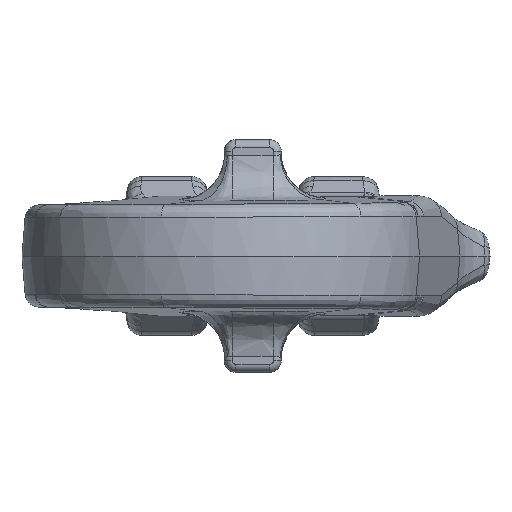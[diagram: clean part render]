
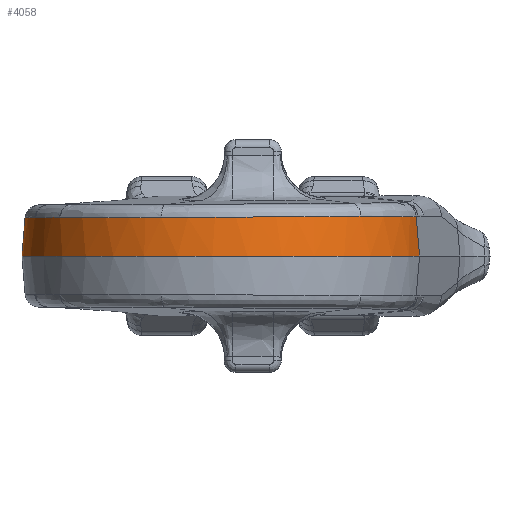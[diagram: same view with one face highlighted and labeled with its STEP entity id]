
A CAD part, front view. The second image highlights one B-rep face of the part: STEP entity #4058.
In plain terms, the highlighted conical face has half-angle 5 degrees and reference radius 63.506 mm.
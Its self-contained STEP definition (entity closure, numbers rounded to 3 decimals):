
#1656=CARTESIAN_POINT('Vertex',(-61.685,34.013,11.992)) ;
#1680=CARTESIAN_POINT('Vertex',(-68.727,-19.225,11.992)) ;
#1683=CARTESIAN_POINT('Axis2P3D Location',(-9.302,0.,11.992)) ;
#3856=CARTESIAN_POINT('Vertex',(-62.565,34.585,0.)) ;
#3859=CARTESIAN_POINT('Line Origine',(-60.932,33.525,22.249)) ;
#3933=CARTESIAN_POINT('Vertex',(-68.385,-20.248,12.004)) ;
#3937=CARTESIAN_POINT('Control Point',(-68.726,-19.225,11.992)) ;
#3938=CARTESIAN_POINT('Control Point',(-68.673,-19.39,11.992)) ;
#3939=CARTESIAN_POINT('Control Point',(-68.622,-19.545,11.993)) ;
#3940=CARTESIAN_POINT('Control Point',(-68.573,-19.694,11.994)) ;
#3941=CARTESIAN_POINT('Control Point',(-68.505,-19.895,11.997)) ;
#3942=CARTESIAN_POINT('Control Point',(-68.441,-20.084,12.)) ;
#3943=CARTESIAN_POINT('Control Point',(-68.422,-20.14,12.001)) ;
#3944=CARTESIAN_POINT('Control Point',(-68.403,-20.194,12.003)) ;
#3945=CARTESIAN_POINT('Control Point',(-68.385,-20.248,12.004)) ;
#3954=CARTESIAN_POINT('Axis2P3D Location',(-9.302,0.,0.)) ;
#3960=CARTESIAN_POINT('Control Point',(34.113,-44.837,12.509)) ;
#3961=CARTESIAN_POINT('Control Point',(35.692,-43.306,12.526)) ;
#3962=CARTESIAN_POINT('Control Point',(37.209,-41.7,12.54)) ;
#3963=CARTESIAN_POINT('Control Point',(38.66,-40.023,12.542)) ;
#3964=CARTESIAN_POINT('Control Point',(41.425,-36.526,12.523)) ;
#3965=CARTESIAN_POINT('Control Point',(43.864,-32.809,12.471)) ;
#3966=CARTESIAN_POINT('Control Point',(45.008,-30.885,12.441)) ;
#3967=CARTESIAN_POINT('Control Point',(47.331,-26.543,12.382)) ;
#3968=CARTESIAN_POINT('Control Point',(49.219,-21.976,12.363)) ;
#3969=CARTESIAN_POINT('Control Point',(50.112,-19.431,12.373)) ;
#3970=CARTESIAN_POINT('Control Point',(50.863,-16.842,12.405)) ;
#3971=CARTESIAN_POINT('Control Point',(51.471,-14.231,12.44)) ;
#3972=CARTESIAN_POINT('Vertex',(51.471,-14.231,12.44)) ;
#3974=CARTESIAN_POINT('Vertex',(34.113,-44.837,12.509)) ;
#3978=CARTESIAN_POINT('Control Point',(-28.847,-59.312,12.075)) ;
#3979=CARTESIAN_POINT('Control Point',(-25.093,-60.547,12.1)) ;
#3980=CARTESIAN_POINT('Control Point',(-21.242,-61.484,12.134)) ;
#3981=CARTESIAN_POINT('Control Point',(-17.329,-62.112,12.175)) ;
#3982=CARTESIAN_POINT('Control Point',(-11.968,-62.542,12.225)) ;
#3983=CARTESIAN_POINT('Control Point',(-6.609,-62.399,12.26)) ;
#3984=CARTESIAN_POINT('Control Point',(-5.193,-62.321,12.268)) ;
#3985=CARTESIAN_POINT('Control Point',(-2.365,-62.085,12.281)) ;
#3986=CARTESIAN_POINT('Control Point',(0.449,-61.689,12.29)) ;
#3987=CARTESIAN_POINT('Control Point',(1.854,-61.45,12.294)) ;
#3988=CARTESIAN_POINT('Control Point',(6.104,-60.602,12.309)) ;
#3989=CARTESIAN_POINT('Control Point',(10.269,-59.387,12.325)) ;
#3990=CARTESIAN_POINT('Control Point',(13.016,-58.41,12.338)) ;
#3991=CARTESIAN_POINT('Control Point',(17.606,-56.467,12.362)) ;
#3992=CARTESIAN_POINT('Control Point',(21.976,-54.079,12.391)) ;
#3993=CARTESIAN_POINT('Control Point',(23.75,-53.013,12.404)) ;
#3994=CARTESIAN_POINT('Control Point',(26.996,-50.872,12.431)) ;
#3995=CARTESIAN_POINT('Control Point',(30.064,-48.487,12.462)) ;
#3996=CARTESIAN_POINT('Control Point',(31.456,-47.321,12.475)) ;
#3997=CARTESIAN_POINT('Control Point',(32.807,-46.103,12.492)) ;
#3998=CARTESIAN_POINT('Control Point',(34.113,-44.837,12.509)) ;
#3999=CARTESIAN_POINT('Vertex',(-28.847,-59.312,12.075)) ;
#4003=CARTESIAN_POINT('Control Point',(-60.694,-35.461,12.199)) ;
#4004=CARTESIAN_POINT('Control Point',(-59.948,-36.543,12.196)) ;
#4005=CARTESIAN_POINT('Control Point',(-59.174,-37.604,12.191)) ;
#4006=CARTESIAN_POINT('Control Point',(-58.374,-38.643,12.186)) ;
#4007=CARTESIAN_POINT('Control Point',(-55.908,-41.678,12.166)) ;
#4008=CARTESIAN_POINT('Control Point',(-53.21,-44.513,12.141)) ;
#4009=CARTESIAN_POINT('Control Point',(-51.32,-46.304,12.122)) ;
#4010=CARTESIAN_POINT('Control Point',(-46.143,-50.721,12.073)) ;
#4011=CARTESIAN_POINT('Control Point',(-40.41,-54.398,12.037)) ;
#4012=CARTESIAN_POINT('Control Point',(-36.686,-56.365,12.03)) ;
#4013=CARTESIAN_POINT('Control Point',(-32.817,-58.007,12.046)) ;
#4014=CARTESIAN_POINT('Control Point',(-28.847,-59.312,12.075)) ;
#4015=CARTESIAN_POINT('Vertex',(-60.693,-35.462,12.199)) ;
#4019=CARTESIAN_POINT('Control Point',(-60.814,-35.286,12.199)) ;
#4020=CARTESIAN_POINT('Control Point',(-60.773,-35.346,12.199)) ;
#4021=CARTESIAN_POINT('Control Point',(-60.733,-35.405,12.199)) ;
#4022=CARTESIAN_POINT('Control Point',(-60.693,-35.462,12.199)) ;
#4023=CARTESIAN_POINT('Vertex',(-60.814,-35.286,12.199)) ;
#4027=CARTESIAN_POINT('Control Point',(-68.385,-20.247,12.004)) ;
#4028=CARTESIAN_POINT('Control Point',(-67.288,-23.428,12.077)) ;
#4029=CARTESIAN_POINT('Control Point',(-65.966,-26.573,12.119)) ;
#4030=CARTESIAN_POINT('Control Point',(-64.439,-29.601,12.152)) ;
#4031=CARTESIAN_POINT('Control Point',(-62.712,-32.519,12.177)) ;
#4032=CARTESIAN_POINT('Control Point',(-60.815,-35.285,12.199)) ;
#4034=CARTESIAN_POINT('Axis2P3D Location',(-9.302,0.,0.)) ;
#4038=CARTESIAN_POINT('Vertex',(52.531,-14.479,0.)) ;
#4041=CARTESIAN_POINT('Line Origine',(51.498,-14.237,12.123)) ;
#1684=DIRECTION('Axis2P3D Direction',(0.,-0.,1.)) ;
#3860=DIRECTION('Vector Direction',(-0.073,0.047,-0.996)) ;
#3955=DIRECTION('Axis2P3D Direction',(-0.,-0.,-1.)) ;
#3956=DIRECTION('Axis2P3D XDirection',(-0.677,0.736,0.)) ;
#4035=DIRECTION('Axis2P3D Direction',(0.,0.,1.)) ;
#4042=DIRECTION('Vector Direction',(0.085,-0.02,-0.996)) ;
#1685=AXIS2_PLACEMENT_3D('Circle Axis2P3D',#1683,#1684,$) ;
#3957=AXIS2_PLACEMENT_3D('Cone Axis2P3D',#3954,#3955,#3956) ;
#4036=AXIS2_PLACEMENT_3D('Circle Axis2P3D',#4034,#4035,$) ;
#4047=ORIENTED_EDGE('',*,*,#3976,.T.) ;
#4048=ORIENTED_EDGE('',*,*,#4001,.T.) ;
#4049=ORIENTED_EDGE('',*,*,#4017,.T.) ;
#4050=ORIENTED_EDGE('',*,*,#4025,.T.) ;
#4051=ORIENTED_EDGE('',*,*,#4033,.T.) ;
#4052=ORIENTED_EDGE('',*,*,#3946,.T.) ;
#4053=ORIENTED_EDGE('',*,*,#1687,.T.) ;
#4054=ORIENTED_EDGE('',*,*,#3863,.F.) ;
#4055=ORIENTED_EDGE('',*,*,#4040,.F.) ;
#4056=ORIENTED_EDGE('',*,*,#4045,.T.) ;
#3861=VECTOR('Line Direction',#3860,1.) ;
#4043=VECTOR('Line Direction',#4042,1.) ;
#4058=ADVANCED_FACE('\X2\672C9AD4\X0\.6',(#4057),#3958,.T.) ;
#3936=B_SPLINE_CURVE_WITH_KNOTS('',5,(#3937,#3938,#3939,#3940,#3941,#3942,#3943,#3944,#3945),.UNSPECIFIED.,.F.,.U.,(6,3,6),(254.394,264.985,269.508),.UNSPECIFIED.) ;
#3959=B_SPLINE_CURVE_WITH_KNOTS('',5,(#3960,#3961,#3962,#3963,#3964,#3965,#3966,#3967,#3968,#3969,#3970,#3971),.UNSPECIFIED.,.F.,.U.,(6,3,3,6),(149.035,166.666,184.499,205.86),.UNSPECIFIED.) ;
#3977=B_SPLINE_CURVE_WITH_KNOTS('',5,(#3978,#3979,#3980,#3981,#3982,#3983,#3984,#3985,#3986,#3987,#3988,#3989,#3990,#3991,#3992,#3993,#3994,#3995,#3996,#3997,#3998),.UNSPECIFIED.,.F.,.U.,(6,3,3,3,3,3,6),(283.584,317.13,329.189,341.289,366.002,383.569,399.009),.UNSPECIFIED.) ;
#4002=B_SPLINE_CURVE_WITH_KNOTS('',5,(#4003,#4004,#4005,#4006,#4007,#4008,#4009,#4010,#4011,#4012,#4013,#4014),.UNSPECIFIED.,.F.,.U.,(6,3,3,6),(226.726,237.441,258.682,293.008),.UNSPECIFIED.) ;
#4018=B_SPLINE_CURVE_WITH_KNOTS('',3,(#4019,#4020,#4021,#4022),.UNSPECIFIED.,.F.,.U.,(4,4),(319.654,339.657),.UNSPECIFIED.) ;
#4026=B_SPLINE_CURVE_WITH_KNOTS('',5,(#4027,#4028,#4029,#4030,#4031,#4032),.UNSPECIFIED.,.F.,.U.,(6,6),(201.362,229.186),.UNSPECIFIED.) ;
#1686=CIRCLE('generated circle',#1685,62.457) ;
#4037=CIRCLE('generated circle',#4036,63.506) ;
#3958=CONICAL_SURFACE('Cone',#3957,63.506,0.087) ;
#1687=EDGE_CURVE('',#1681,#1657,#1686,.F.) ;
#3863=EDGE_CURVE('',#3857,#1657,#3862,.F.) ;
#3946=EDGE_CURVE('',#3934,#1681,#3936,.F.) ;
#3976=EDGE_CURVE('',#3973,#3975,#3959,.F.) ;
#4001=EDGE_CURVE('',#3975,#4000,#3977,.F.) ;
#4017=EDGE_CURVE('',#4000,#4016,#4002,.F.) ;
#4025=EDGE_CURVE('',#4016,#4024,#4018,.F.) ;
#4033=EDGE_CURVE('',#4024,#3934,#4026,.F.) ;
#4040=EDGE_CURVE('',#4039,#3857,#4037,.F.) ;
#4045=EDGE_CURVE('',#4039,#3973,#4044,.F.) ;
#4046=EDGE_LOOP('',(#4047,#4048,#4049,#4050,#4051,#4052,#4053,#4054,#4055,#4056)) ;
#4057=FACE_OUTER_BOUND('',#4046,.T.) ;
#3862=LINE('Line',#3859,#3861) ;
#4044=LINE('Line',#4041,#4043) ;
#1657=VERTEX_POINT('',#1656) ;
#1681=VERTEX_POINT('',#1680) ;
#3857=VERTEX_POINT('',#3856) ;
#3934=VERTEX_POINT('',#3933) ;
#3973=VERTEX_POINT('',#3972) ;
#3975=VERTEX_POINT('',#3974) ;
#4000=VERTEX_POINT('',#3999) ;
#4016=VERTEX_POINT('',#4015) ;
#4024=VERTEX_POINT('',#4023) ;
#4039=VERTEX_POINT('',#4038) ;
